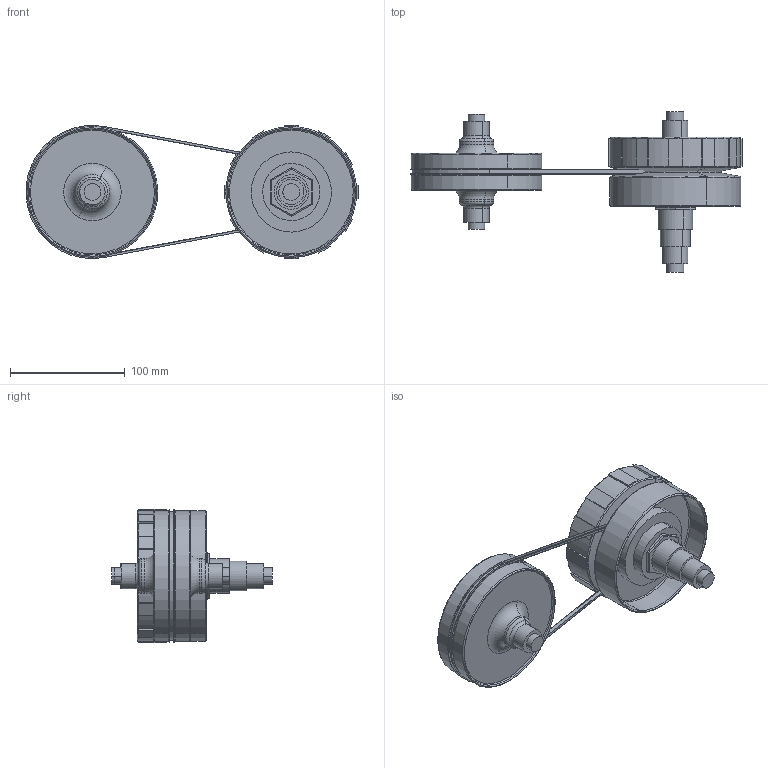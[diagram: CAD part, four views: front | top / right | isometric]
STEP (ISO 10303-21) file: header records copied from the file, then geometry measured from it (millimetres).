
FILE_DESCRIPTION(('CATIA V5 STEP Exchange'),'2;1');
FILE_NAME('Product1.stp','2022-09-26T18:38:37+00:00',('none'),('none'),'CATIA Version 5 Release 20 GA (IN-10)','CATIA V5 STEP AP203','none');
FILE_SCHEMA(('CONFIG_CONTROL_DESIGN'));
Length unit declared in the file: millimetre
Products named in the file (1): Product1
Assembly tree (5 placements, depth 2):
  Product1
    #58
    #1289
    #4759
    #4863
    #4967
Bounding box: 288.78 x 140 x 116 mm (x, y, z)
Volume: 680669.6 mm3; surface area: 146508.4 mm2
Topology: 5 solids, 5 shells, 230 faces, 486 edges, 274 vertices
Faces by surface type: plane 108, cylinder 66, torus 48, cone 8
Entity records: 5661 total; most frequent: CARTESIAN_POINT 1027, ORIENTED_EDGE 972, DIRECTION 788, EDGE_CURVE 486, AXIS2_PLACEMENT_3D 387, VERTEX_POINT 274, EDGE_LOOP 244, VECTOR 240
